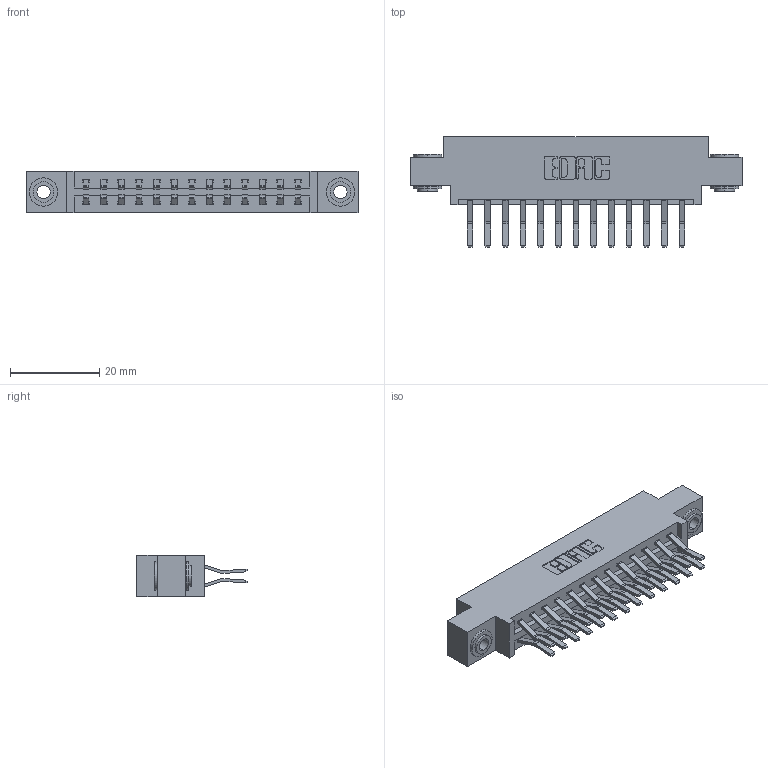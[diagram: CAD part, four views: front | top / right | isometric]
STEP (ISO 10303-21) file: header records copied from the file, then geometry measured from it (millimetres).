
FILE_DESCRIPTION (( 'STEP AP203' ), '1' );
FILE_NAME ('387-026-560-803.STEP', '2019-10-16T21:13:19', ( '' ), ( '' ), 'SwSTEP 2.0', 'SolidWorks 2016', '' );
FILE_SCHEMA (( 'CONFIG_CONTROL_DESIGN' ));
Length unit declared in the file: inch
Products named in the file (4): 337 Part_0.170 Offset - 0.156 Dia-TH; 345-292-001_560 Tail; 387-026-560-803; 345-250-002_345-250-002-102
Assembly tree (29 placements, depth 2):
  387-026-560-803
    337 Part_0.170 Offset - 0.156 Dia-TH
    345-292-001_560 Tail  x26
    345-250-002_345-250-002-102  x2
Bounding box: 74.52 x 24.78 x 9.4 mm (x, y, z)
Volume: 7540.2 mm3; surface area: 9068 mm2
Topology: 29 solids, 29 shells, 1612 faces, 4741 edges, 3122 vertices
Faces by surface type: plane 1072, cylinder 532, cone 8
Entity records: 14700 total; most frequent: CARTESIAN_POINT 2477, ORIENTED_EDGE 2406, DIRECTION 2197, EDGE_CURVE 1203, LINE 1047, VECTOR 1047, VERTEX_POINT 798, AXIS2_PLACEMENT_3D 575
